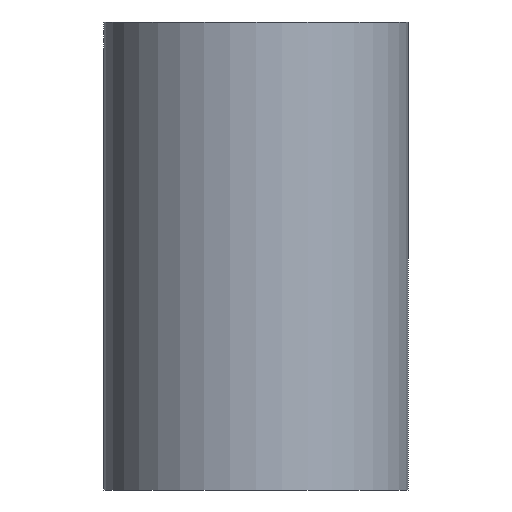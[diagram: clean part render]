
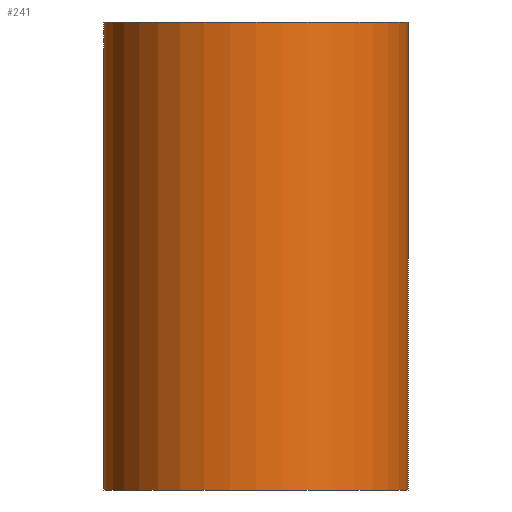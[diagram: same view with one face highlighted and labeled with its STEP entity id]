
A CAD part, front view. The second image highlights one B-rep face of the part: STEP entity #241.
In plain terms, the highlighted cylindrical face has radius 65 mm (diameter 130 mm), a partial arc.
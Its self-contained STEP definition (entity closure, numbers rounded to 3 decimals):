
#1 = EDGE_LOOP ( 'NONE', ( #42, #49, #100, #281, #71, #139 ) ) ;
#6 = DIRECTION ( 'NONE',  ( 0., 0., -1. ) ) ;
#14 = AXIS2_PLACEMENT_3D ( 'NONE', #122, #96, #215 ) ;
#21 = CARTESIAN_POINT ( 'NONE',  ( 65., 0., -50. ) ) ;
#28 = CARTESIAN_POINT ( 'NONE',  ( 0., 0., 50. ) ) ;
#42 = ORIENTED_EDGE ( 'NONE', *, *, #207, .F. ) ;
#49 = ORIENTED_EDGE ( 'NONE', *, *, #192, .F. ) ;
#50 = CARTESIAN_POINT ( 'NONE',  ( -65., 0., 50. ) ) ;
#55 = LINE ( 'NONE', #286, #83 ) ;
#69 = VERTEX_POINT ( 'NONE', #283 ) ;
#71 = ORIENTED_EDGE ( 'NONE', *, *, #250, .F. ) ;
#76 = EDGE_CURVE ( 'NONE', #210, #119, #55, .T. ) ;
#83 = VECTOR ( 'NONE', #243, 1000. ) ;
#92 = VERTEX_POINT ( 'NONE', #144 ) ;
#96 = DIRECTION ( 'NONE',  ( 0., 0., 1. ) ) ;
#100 = ORIENTED_EDGE ( 'NONE', *, *, #153, .T. ) ;
#108 = VECTOR ( 'NONE', #147, 1000. ) ;
#119 = VERTEX_POINT ( 'NONE', #284 ) ;
#122 = CARTESIAN_POINT ( 'NONE',  ( 0., 0., 50. ) ) ;
#124 = DIRECTION ( 'NONE',  ( -1., 0., 0. ) ) ;
#128 = CARTESIAN_POINT ( 'NONE',  ( -65., 0., 50. ) ) ;
#130 = CIRCLE ( 'NONE', #156, 65. ) ;
#137 = LINE ( 'NONE', #189, #186 ) ;
#139 = ORIENTED_EDGE ( 'NONE', *, *, #200, .F. ) ;
#144 = CARTESIAN_POINT ( 'NONE',  ( 65., 0., 50. ) ) ;
#146 = CIRCLE ( 'NONE', #14, 65. ) ;
#147 = DIRECTION ( 'NONE',  ( 0., 0., -1. ) ) ;
#148 = DIRECTION ( 'NONE',  ( 0., 0., -1. ) ) ;
#153 = EDGE_CURVE ( 'NONE', #231, #210, #267, .T. ) ;
#156 = AXIS2_PLACEMENT_3D ( 'NONE', #174, #226, #213 ) ;
#162 = LINE ( 'NONE', #196, #227 ) ;
#164 = DIRECTION ( 'NONE',  ( 0., 0., -1. ) ) ;
#174 = CARTESIAN_POINT ( 'NONE',  ( 0., 0., -150. ) ) ;
#186 = VECTOR ( 'NONE', #6, 1000. ) ;
#189 = CARTESIAN_POINT ( 'NONE',  ( 65., 0., 50. ) ) ;
#192 = EDGE_CURVE ( 'NONE', #231, #92, #146, .T. ) ;
#196 = CARTESIAN_POINT ( 'NONE',  ( 65., 0., 50. ) ) ;
#200 = EDGE_CURVE ( 'NONE', #212, #69, #137, .T. ) ;
#207 = EDGE_CURVE ( 'NONE', #92, #212, #162, .T. ) ;
#210 = VERTEX_POINT ( 'NONE', #234 ) ;
#212 = VERTEX_POINT ( 'NONE', #21 ) ;
#213 = DIRECTION ( 'NONE',  ( 1., 0., 0. ) ) ;
#215 = DIRECTION ( 'NONE',  ( 1., 0., 0. ) ) ;
#225 = AXIS2_PLACEMENT_3D ( 'NONE', #28, #148, #124 ) ;
#226 = DIRECTION ( 'NONE',  ( 0., 0., -1. ) ) ;
#227 = VECTOR ( 'NONE', #164, 1000. ) ;
#231 = VERTEX_POINT ( 'NONE', #128 ) ;
#234 = CARTESIAN_POINT ( 'NONE',  ( -65., 0., -50. ) ) ;
#241 = ADVANCED_FACE ( 'NONE', ( #261 ), #242, .T. ) ;
#242 = CYLINDRICAL_SURFACE ( 'NONE', #225, 65. ) ;
#243 = DIRECTION ( 'NONE',  ( 0., 0., -1. ) ) ;
#250 = EDGE_CURVE ( 'NONE', #69, #119, #130, .T. ) ;
#261 = FACE_OUTER_BOUND ( 'NONE', #1, .T. ) ;
#267 = LINE ( 'NONE', #50, #108 ) ;
#281 = ORIENTED_EDGE ( 'NONE', *, *, #76, .T. ) ;
#283 = CARTESIAN_POINT ( 'NONE',  ( 65., 0., -150. ) ) ;
#284 = CARTESIAN_POINT ( 'NONE',  ( -65., 0., -150. ) ) ;
#286 = CARTESIAN_POINT ( 'NONE',  ( -65., 0., 50. ) ) ;
